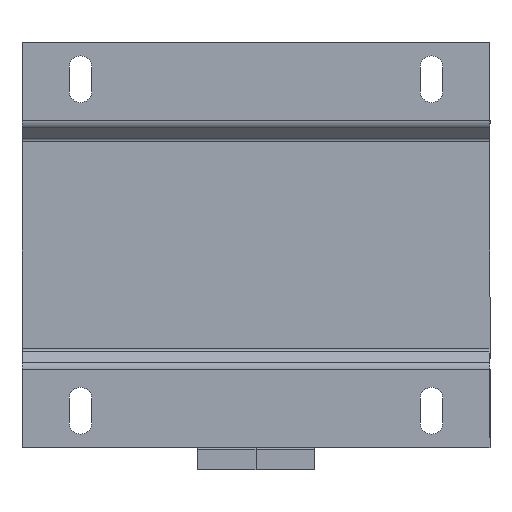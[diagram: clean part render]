
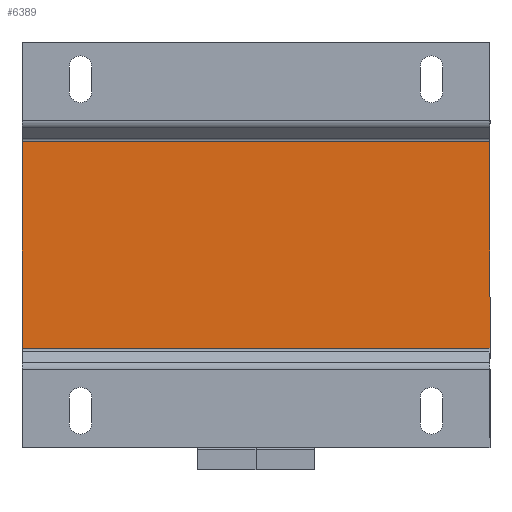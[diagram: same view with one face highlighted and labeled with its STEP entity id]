
A CAD part, front view. The second image highlights one B-rep face of the part: STEP entity #6389.
In plain terms, the highlighted planar face has unit normal (0, -1, 0).
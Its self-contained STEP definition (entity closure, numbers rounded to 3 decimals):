
#440 = VERTEX_POINT ( 'NONE', #7920 ) ;
#445 = VECTOR ( 'NONE', #2849, 1000. ) ;
#741 = ORIENTED_EDGE ( 'NONE', *, *, #3738, .F. ) ;
#1039 = EDGE_CURVE ( 'Defeature ausgef�hrt1_100+Defeature ausgef�hrt1_107+Defeature ausgef�hrt1_98+Defeature ausgef�hrt1_99', #7308, #7473, #4397, .T. ) ;
#1379 = DIRECTION ( 'NONE',  ( 0., 0., -1. ) ) ;
#1585 = VECTOR ( 'NONE', #3047, 1000. ) ;
#1639 = LINE ( 'NONE', #7122, #5888 ) ;
#1972 = CARTESIAN_POINT ( 'NONE',  ( 0., -51.5, 0. ) ) ;
#2006 = ORIENTED_EDGE ( 'NONE', *, *, #1039, .T. ) ;
#2381 = CARTESIAN_POINT ( 'NONE',  ( 60., -51.5, 26.5 ) ) ;
#2640 = VECTOR ( 'NONE', #1379, 1000. ) ;
#2742 = ORIENTED_EDGE ( 'NONE', *, *, #4251, .F. ) ;
#2796 = AXIS2_PLACEMENT_3D ( 'NONE', #1972, #6952, #6154 ) ;
#2849 = DIRECTION ( 'NONE',  ( 0., 0., 1. ) ) ;
#3047 = DIRECTION ( 'NONE',  ( -1., 0., 0. ) ) ;
#3361 = PLANE ( 'NONE',  #2796 ) ;
#3654 = VERTEX_POINT ( 'NONE', #5045 ) ;
#3738 = EDGE_CURVE ( 'Defeature ausgef�hrt1_120+Defeature ausgef�hrt1_100+Defeature ausgef�hrt1_118+Defeature ausgef�hrt1_119', #3654, #440, #1639, .T. ) ;
#4167 = CARTESIAN_POINT ( 'NONE',  ( 60., -51.5, 52. ) ) ;
#4251 = EDGE_CURVE ( 'Defeature ausgef�hrt1_99+Defeature ausgef�hrt1_100+Defeature ausgef�hrt1_119+Defeature ausgef�hrt1_106', #440, #7473, #4490, .T. ) ;
#4290 = EDGE_CURVE ( 'Defeature ausgef�hrt1_98+Defeature ausgef�hrt1_100+Defeature ausgef�hrt1_105+Defeature ausgef�hrt1_118', #7308, #3654, #5116, .T. ) ;
#4397 = LINE ( 'NONE', #5109, #1585 ) ;
#4490 = LINE ( 'NONE', #6989, #445 ) ;
#4806 = EDGE_LOOP ( 'NONE', ( #741, #8814, #2006, #2742 ) ) ;
#5045 = CARTESIAN_POINT ( 'NONE',  ( 60., -51.5, -26.5 ) ) ;
#5109 = CARTESIAN_POINT ( 'NONE',  ( 0., -51.5, 26.5 ) ) ;
#5116 = LINE ( 'NONE', #4167, #2640 ) ;
#5888 = VECTOR ( 'NONE', #8577, 1000. ) ;
#6154 = DIRECTION ( 'NONE',  ( 0., 0., 1. ) ) ;
#6389 = ADVANCED_FACE ( 'Defeature ausgef�hrt1_100', ( #7814 ), #3361, .F. ) ;
#6952 = DIRECTION ( 'NONE',  ( 0., 1., 0. ) ) ;
#6989 = CARTESIAN_POINT ( 'NONE',  ( -60., -51.5, 52. ) ) ;
#7122 = CARTESIAN_POINT ( 'NONE',  ( 0., -51.5, -26.5 ) ) ;
#7308 = VERTEX_POINT ( 'NONE', #2381 ) ;
#7473 = VERTEX_POINT ( 'NONE', #7545 ) ;
#7545 = CARTESIAN_POINT ( 'NONE',  ( -60., -51.5, 26.5 ) ) ;
#7814 = FACE_OUTER_BOUND ( 'NONE', #4806, .T. ) ;
#7920 = CARTESIAN_POINT ( 'NONE',  ( -60., -51.5, -26.5 ) ) ;
#8577 = DIRECTION ( 'NONE',  ( -1., 0., 0. ) ) ;
#8814 = ORIENTED_EDGE ( 'NONE', *, *, #4290, .F. ) ;
